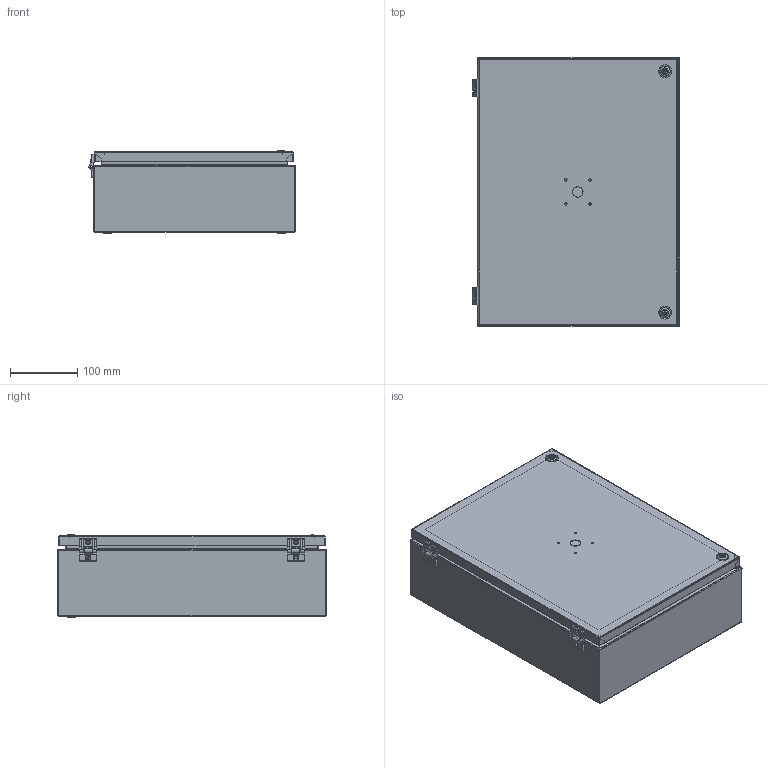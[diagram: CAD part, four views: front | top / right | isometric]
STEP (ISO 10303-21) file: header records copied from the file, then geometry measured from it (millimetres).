
FILE_DESCRIPTION(/* description */ (''),/* implementation_level */ '2;1');
FILE_NAME(/* name */ 'GAZM3_CATALOG.stp',/* time_stamp */ '2020-07-01T15:27:58+02:00',/* author */ (''),/* organization */ (''),/* preprocessor_version */ 'ST-DEVELOPER v16',/* originating_system */ 'SIEMENS PLM Software NX 10.0',/* authorisation */ '');
FILE_SCHEMA (('CONFIG_CONTROL_DESIGN'));
Length unit declared in the file: millimetre
Products named in the file (1): GAZM3_CATALOG
Bounding box: 307.55 x 400 x 123.2 mm (x, y, z)
Surface area: 829451.6 mm2 (no closed solid volume)
Topology: 0 solids, 30 shells, 221 faces, 839 edges, 631 vertices
Faces by surface type: plane 130, cylinder 55, bspline 19, torus 8, cone 7, sphere 2
Full cylindrical faces by diameter (mm): 3 x3, 3.7 x4, 4.1 x1, 4.25 x1, 5 x2, 8 x6, 9 x1, 11.5 x2, 15.6 x1
Entity records: 9196 total; most frequent: CARTESIAN_POINT 2506, DIRECTION 1341, ORIENTED_EDGE 1069, EDGE_CURVE 794, VERTEX_POINT 620, LINE 537, VECTOR 537, AXIS2_PLACEMENT_3D 402
